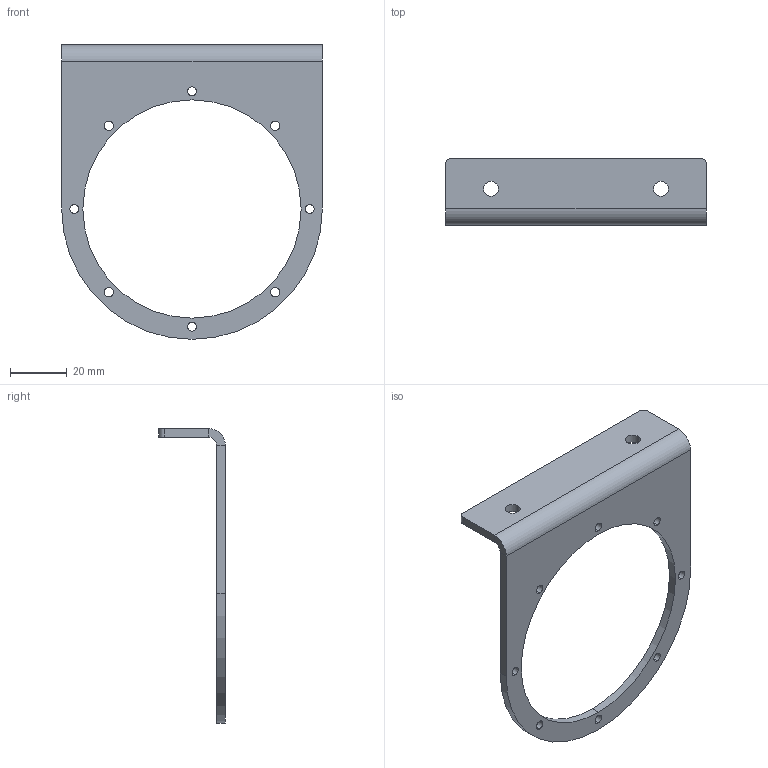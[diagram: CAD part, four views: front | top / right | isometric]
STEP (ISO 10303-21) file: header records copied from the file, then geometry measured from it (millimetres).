
FILE_DESCRIPTION (( 'STEP AP214' ), '1' );
FILE_NAME ('BLKS-SM013-tail-pitch-front.STEP', '2025-06-17T10:47:19', ( '' ), ( '' ), 'SwSTEP 2.0', 'SolidWorks 2024', '' );
FILE_SCHEMA (( 'AUTOMOTIVE_DESIGN' ));
Length unit declared in the file: millimetre
Products named in the file (1): BLKS-SM013-tail-pitch-front
Bounding box: 92 x 23.5 x 104 mm (x, y, z)
Volume: 16803.9 mm3; surface area: 13433.3 mm2
Topology: 1 solids, 1 shells, 38 faces, 100 edges, 64 vertices
Faces by surface type: cylinder 27, plane 11
Entity records: 1261 total; most frequent: DIRECTION 232, CARTESIAN_POINT 203, ORIENTED_EDGE 200, EDGE_CURVE 100, AXIS2_PLACEMENT_3D 93, VERTEX_POINT 64, EDGE_LOOP 60, CIRCLE 54
